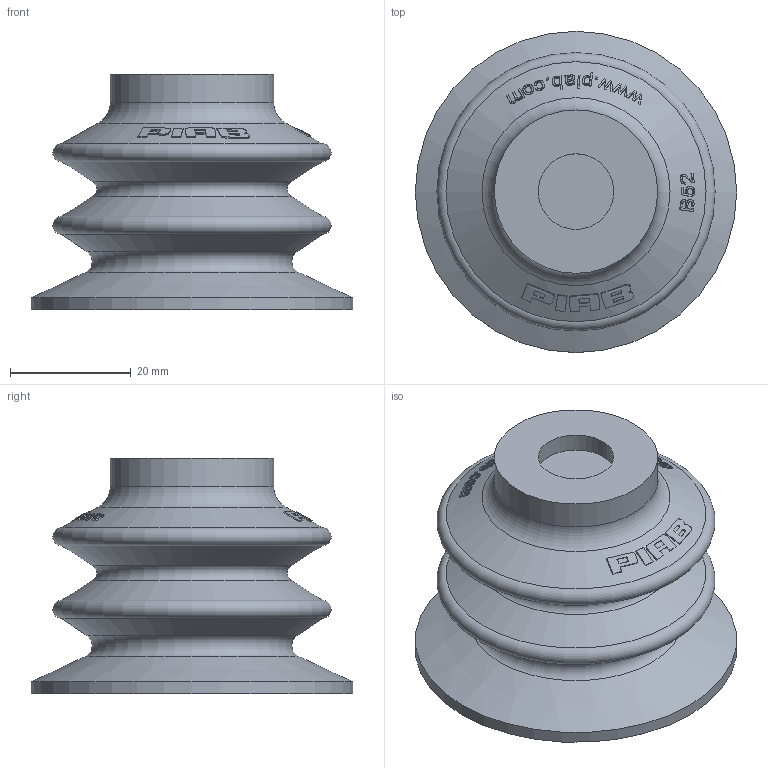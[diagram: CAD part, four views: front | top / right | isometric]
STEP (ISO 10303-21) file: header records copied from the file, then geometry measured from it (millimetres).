
FILE_DESCRIPTION( ( 'Unknown' ), '1' );
FILE_NAME( 'ISM-0901012.stp', 'Unknown', ( 'Unknown' ), ( 'Unknown' ), 'PSStep 17.0.49', 'Unknown', ' ' );
FILE_SCHEMA( ( 'AUTOMOTIVE_DESIGN { 1 0 10303 214 1 1 1 1 }' ) );
Length unit declared in the file: millimetre
Products named in the file (1): 1
Bounding box: 53.11 x 53.11 x 39 mm (x, y, z)
Volume: 44637.6 mm3; surface area: 10340 mm2
Topology: 1 solids, 1 shells, 318 faces, 844 edges, 559 vertices
Faces by surface type: plane 156, extrusion 103, cone 35, cylinder 19, torus 5
Full cylindrical faces by diameter (mm): 12.5 x1, 27 x1, 53.11 x1
Entity records: 11575 total; most frequent: CARTESIAN_POINT 4761, ORIENTED_EDGE 1662, DIRECTION 837, EDGE_CURVE 831, B_SPLINE_CURVE_WITH_KNOTS 647, VERTEX_POINT 561, VECTOR 375, EDGE_LOOP 362
